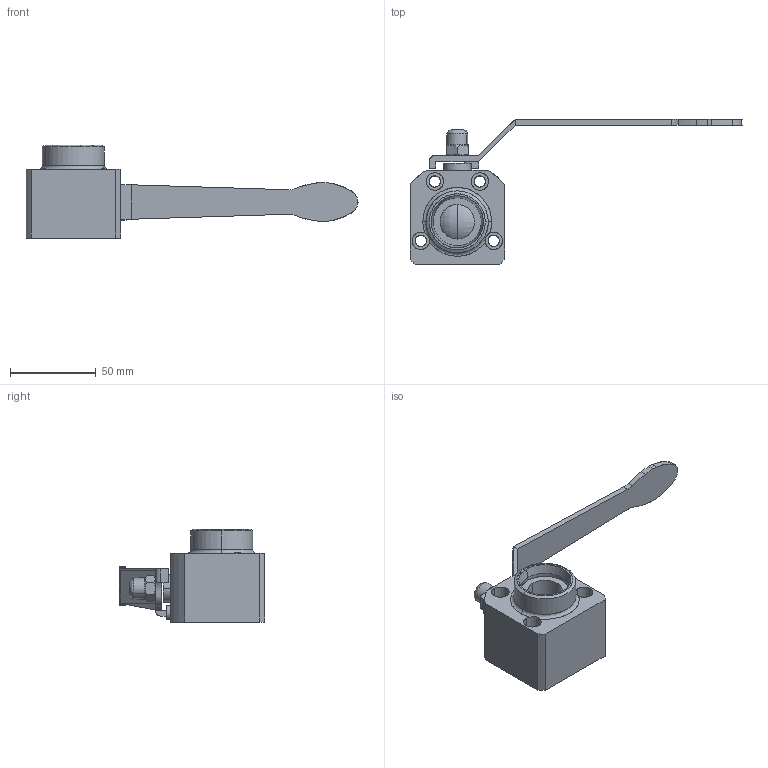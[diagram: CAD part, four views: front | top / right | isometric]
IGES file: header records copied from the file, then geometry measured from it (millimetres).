
Start section: SolidWorks IGES file using analytic representation for surfaces
Global section: file name: Kugelhahn_075.IGS; native system: SolidWorks 2011; preprocessor: SolidWorks 2011; author: P.Mehta; date: 111107.090852; units: millimetre
Bounding box: 193.16 x 84.81 x 54.6 mm (x, y, z)
Surface area: 36463.6 mm2 (no closed solid volume)
Topology: 0 solids, 0 shells, 118 faces, 1929 edges, 1928 vertices
Faces by surface type: revolution 68, bspline 50
